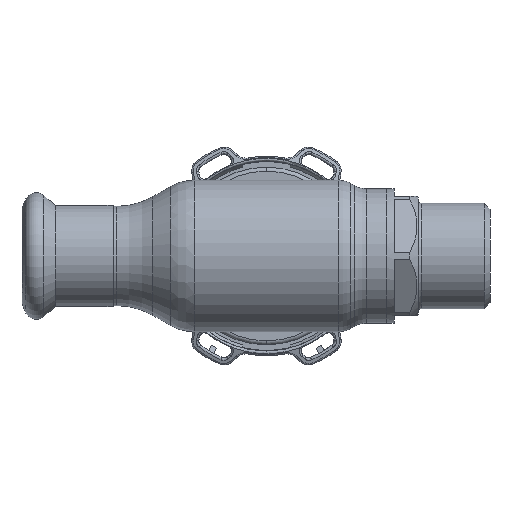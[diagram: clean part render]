
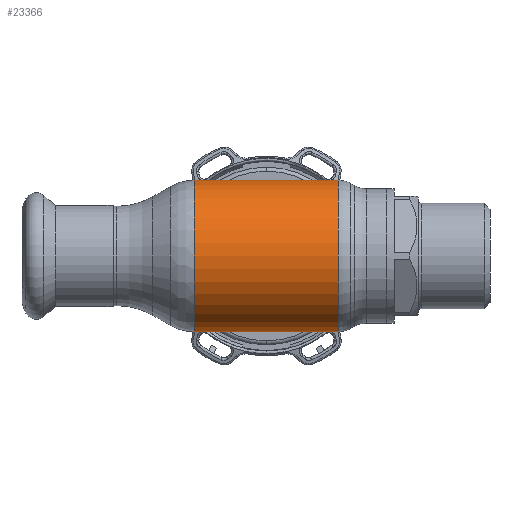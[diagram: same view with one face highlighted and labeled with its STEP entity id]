
A CAD part, front view. The second image highlights one B-rep face of the part: STEP entity #23366.
In plain terms, the highlighted cylindrical face has radius 19 mm (diameter 38 mm), a partial arc.
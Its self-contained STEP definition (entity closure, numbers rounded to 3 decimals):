
#72 = ORIENTED_EDGE ( 'NONE', *, *, #12108, .T. ) ;
#764 = DIRECTION ( 'NONE',  ( -1., 0., 0. ) ) ;
#1139 = DIRECTION ( 'NONE',  ( 0., 0., 1. ) ) ;
#1727 = FACE_OUTER_BOUND ( 'NONE', #11906, .T. ) ;
#2991 = VECTOR ( 'NONE', #764, 1000. ) ;
#4366 = CARTESIAN_POINT ( 'NONE',  ( -18.035, 0., 19. ) ) ;
#5646 = CARTESIAN_POINT ( 'NONE',  ( 18.035, 0., 19. ) ) ;
#5923 = DIRECTION ( 'NONE',  ( -1., 0., 0. ) ) ;
#6529 = CARTESIAN_POINT ( 'NONE',  ( -62.69, 0., 19. ) ) ;
#6588 = CARTESIAN_POINT ( 'NONE',  ( -62.69, 0., -19. ) ) ;
#8166 = AXIS2_PLACEMENT_3D ( 'NONE', #12319, #20244, #1139 ) ;
#9844 = CARTESIAN_POINT ( 'NONE',  ( -18.035, 0., -19. ) ) ;
#10055 = CYLINDRICAL_SURFACE ( 'NONE', #10621, 19. ) ;
#10621 = AXIS2_PLACEMENT_3D ( 'NONE', #32408, #26806, #31718 ) ;
#11906 = EDGE_LOOP ( 'NONE', ( #34058, #72, #32479, #13867 ) ) ;
#12108 = EDGE_CURVE ( 'NONE', #28975, #13417, #27149, .T. ) ;
#12319 = CARTESIAN_POINT ( 'NONE',  ( -18.035, 0., 0. ) ) ;
#12830 = CARTESIAN_POINT ( 'NONE',  ( 18.035, 0., -19. ) ) ;
#12973 = VECTOR ( 'NONE', #17558, 1000. ) ;
#13417 = VERTEX_POINT ( 'NONE', #5646 ) ;
#13867 = ORIENTED_EDGE ( 'NONE', *, *, #18741, .F. ) ;
#13888 = AXIS2_PLACEMENT_3D ( 'NONE', #26658, #5923, #25028 ) ;
#14679 = EDGE_CURVE ( 'NONE', #13417, #23707, #19856, .T. ) ;
#17558 = DIRECTION ( 'NONE',  ( -1., 0., 0. ) ) ;
#18741 = EDGE_CURVE ( 'NONE', #28539, #23707, #31214, .T. ) ;
#19856 = LINE ( 'NONE', #6529, #2991 ) ;
#20244 = DIRECTION ( 'NONE',  ( -1., 0., 0. ) ) ;
#22442 = LINE ( 'NONE', #6588, #12973 ) ;
#22469 = EDGE_CURVE ( 'NONE', #28975, #28539, #22442, .T. ) ;
#23366 = ADVANCED_FACE ( 'NONE', ( #1727 ), #10055, .T. ) ;
#23707 = VERTEX_POINT ( 'NONE', #4366 ) ;
#25028 = DIRECTION ( 'NONE',  ( 0., 0., 1. ) ) ;
#26658 = CARTESIAN_POINT ( 'NONE',  ( 18.035, 0., 0. ) ) ;
#26806 = DIRECTION ( 'NONE',  ( -1., 0., 0. ) ) ;
#27149 = CIRCLE ( 'NONE', #13888, 19. ) ;
#28539 = VERTEX_POINT ( 'NONE', #9844 ) ;
#28975 = VERTEX_POINT ( 'NONE', #12830 ) ;
#31214 = CIRCLE ( 'NONE', #8166, 19. ) ;
#31718 = DIRECTION ( 'NONE',  ( 0., 0., 1. ) ) ;
#32408 = CARTESIAN_POINT ( 'NONE',  ( -62.69, 0., 0. ) ) ;
#32479 = ORIENTED_EDGE ( 'NONE', *, *, #14679, .T. ) ;
#34058 = ORIENTED_EDGE ( 'NONE', *, *, #22469, .F. ) ;
